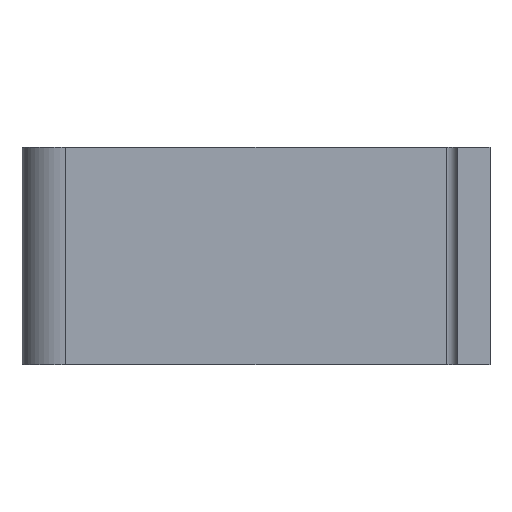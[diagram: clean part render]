
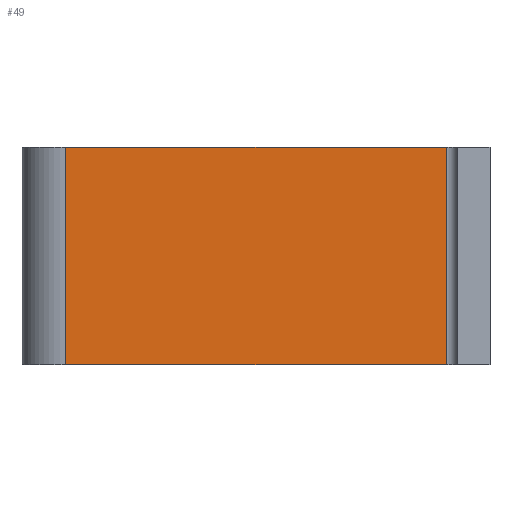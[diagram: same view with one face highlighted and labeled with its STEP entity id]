
A CAD part, left-side view. The second image highlights one B-rep face of the part: STEP entity #49.
In plain terms, the highlighted planar face has unit normal (-1, 0, 0).
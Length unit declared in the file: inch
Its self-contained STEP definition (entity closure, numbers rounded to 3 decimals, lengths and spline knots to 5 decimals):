
#49=ADVANCED_FACE('',(#113),#114,.T.);
#113=FACE_OUTER_BOUND('',#191,.T.);
#114=PLANE('',#192);
#191=EDGE_LOOP('',(#355,#356,#357,#358));
#192=AXIS2_PLACEMENT_3D('',#359,#360,#361);
#355=ORIENTED_EDGE('',*,*,#525,.T.);
#356=ORIENTED_EDGE('',*,*,#526,.F.);
#357=ORIENTED_EDGE('',*,*,#527,.F.);
#358=ORIENTED_EDGE('',*,*,#528,.T.);
#359=CARTESIAN_POINT('',(1.43865,1.34413,0.0));
#360=DIRECTION('',(-1.0,-0.0,0.0));
#361=DIRECTION('',(0.0,-1.0,-0.0));
#525=EDGE_CURVE('',#616,#617,#618,.T.);
#526=EDGE_CURVE('',#619,#617,#620,.T.);
#527=EDGE_CURVE('',#621,#619,#622,.T.);
#528=EDGE_CURVE('',#621,#616,#623,.T.);
#616=VERTEX_POINT('',#755);
#617=VERTEX_POINT('',#756);
#618=LINE('',#757,#758);
#619=VERTEX_POINT('',#759);
#620=LINE('',#760,#761);
#621=VERTEX_POINT('',#762);
#622=LINE('',#763,#764);
#623=LINE('',#765,#766);
#755=CARTESIAN_POINT('',(1.43865,0.2502,1.25));
#756=CARTESIAN_POINT('',(1.43865,2.43805,1.25));
#757=CARTESIAN_POINT('',(1.43865,0.2502,1.25));
#758=VECTOR('',#956,1.0);
#759=CARTESIAN_POINT('',(1.43865,2.43805,0.0));
#760=CARTESIAN_POINT('',(1.43865,2.43805,0.0));
#761=VECTOR('',#957,1.0);
#762=CARTESIAN_POINT('',(1.43865,0.2502,0.0));
#763=CARTESIAN_POINT('',(1.43865,0.2502,0.0));
#764=VECTOR('',#958,1.0);
#765=CARTESIAN_POINT('',(1.43865,0.2502,0.0));
#766=VECTOR('',#959,1.0);
#956=DIRECTION('',(0.0,1.0,0.0));
#957=DIRECTION('',(0.0,0.0,1.0));
#958=DIRECTION('',(0.0,1.0,0.0));
#959=DIRECTION('',(0.0,0.0,1.0));
